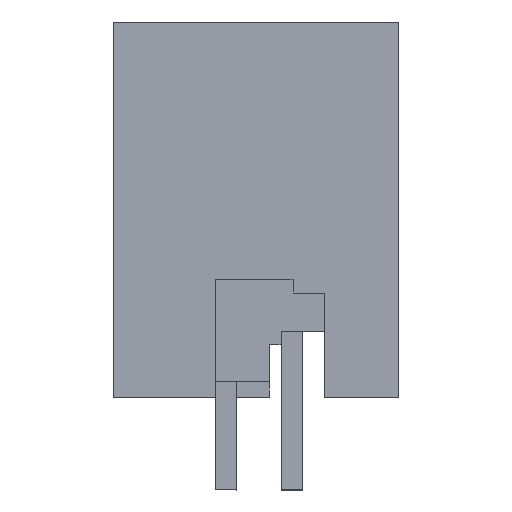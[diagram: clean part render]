
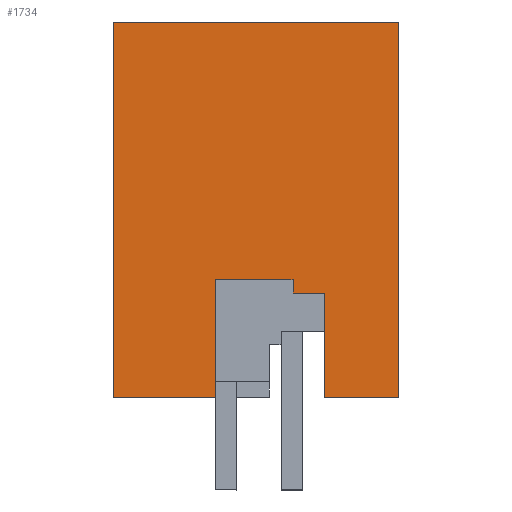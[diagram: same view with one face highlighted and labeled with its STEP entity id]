
A CAD part, left-side view. The second image highlights one B-rep face of the part: STEP entity #1734.
In plain terms, the highlighted planar face has unit normal (-1, 0, 0).
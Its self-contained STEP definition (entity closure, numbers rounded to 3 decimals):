
#1680=AXIS2_PLACEMENT_3D('Plane Axis2P3D',#1677,#1678,#1679) ;
#183=CARTESIAN_POINT('Vertex',(0.,10.8,17.7)) ;
#186=CARTESIAN_POINT('Line Origine',(0.,5.4,17.7)) ;
#190=CARTESIAN_POINT('Vertex',(0.,0.,17.7)) ;
#775=CARTESIAN_POINT('Vertex',(0.,0.,3.5)) ;
#778=CARTESIAN_POINT('Line Origine',(0.,0.,10.6)) ;
#795=CARTESIAN_POINT('Line Origine',(0.,1.4,3.5)) ;
#799=CARTESIAN_POINT('Vertex',(0.,2.8,3.5)) ;
#1106=CARTESIAN_POINT('Vertex',(0.,10.8,3.5)) ;
#1109=CARTESIAN_POINT('Line Origine',(0.,10.8,10.6)) ;
#1677=CARTESIAN_POINT('Axis2P3D Location',(0.,10.8,12.7)) ;
#1682=CARTESIAN_POINT('Line Origine',(0.,8.875,3.5)) ;
#1686=CARTESIAN_POINT('Vertex',(0.,6.95,3.5)) ;
#1689=CARTESIAN_POINT('Line Origine',(0.,6.95,5.725)) ;
#1693=CARTESIAN_POINT('Vertex',(0.,6.95,7.95)) ;
#1696=CARTESIAN_POINT('Line Origine',(0.,5.475,7.95)) ;
#1700=CARTESIAN_POINT('Vertex',(0.,4.,7.95)) ;
#1703=CARTESIAN_POINT('Line Origine',(0.,4.,7.7)) ;
#1707=CARTESIAN_POINT('Vertex',(0.,4.,7.45)) ;
#1710=CARTESIAN_POINT('Line Origine',(0.,3.4,7.45)) ;
#1714=CARTESIAN_POINT('Vertex',(0.,2.8,7.45)) ;
#1717=CARTESIAN_POINT('Line Origine',(0.,2.8,5.475)) ;
#187=DIRECTION('Vector Direction',(0.,-1.,0.)) ;
#779=DIRECTION('Vector Direction',(0.,0.,1.)) ;
#796=DIRECTION('Vector Direction',(0.,-1.,0.)) ;
#1110=DIRECTION('Vector Direction',(0.,0.,1.)) ;
#1678=DIRECTION('Axis2P3D Direction',(1.,0.,0.)) ;
#1679=DIRECTION('Axis2P3D XDirection',(0.,1.,0.)) ;
#1683=DIRECTION('Vector Direction',(0.,-1.,0.)) ;
#1690=DIRECTION('Vector Direction',(0.,0.,-1.)) ;
#1697=DIRECTION('Vector Direction',(0.,-1.,0.)) ;
#1704=DIRECTION('Vector Direction',(0.,0.,-1.)) ;
#1711=DIRECTION('Vector Direction',(0.,-1.,0.)) ;
#1718=DIRECTION('Vector Direction',(0.,0.,-1.)) ;
#188=VECTOR('Line Direction',#187,1.) ;
#780=VECTOR('Line Direction',#779,1.) ;
#797=VECTOR('Line Direction',#796,1.) ;
#1111=VECTOR('Line Direction',#1110,1.) ;
#1684=VECTOR('Line Direction',#1683,1.) ;
#1691=VECTOR('Line Direction',#1690,1.) ;
#1698=VECTOR('Line Direction',#1697,1.) ;
#1705=VECTOR('Line Direction',#1704,1.) ;
#1712=VECTOR('Line Direction',#1711,1.) ;
#1719=VECTOR('Line Direction',#1718,1.) ;
#1723=ORIENTED_EDGE('',*,*,#801,.T.) ;
#1724=ORIENTED_EDGE('',*,*,#782,.T.) ;
#1725=ORIENTED_EDGE('',*,*,#192,.F.) ;
#1726=ORIENTED_EDGE('',*,*,#1113,.F.) ;
#1727=ORIENTED_EDGE('',*,*,#1688,.T.) ;
#1728=ORIENTED_EDGE('',*,*,#1695,.F.) ;
#1729=ORIENTED_EDGE('',*,*,#1702,.T.) ;
#1730=ORIENTED_EDGE('',*,*,#1709,.T.) ;
#1731=ORIENTED_EDGE('',*,*,#1716,.T.) ;
#1732=ORIENTED_EDGE('',*,*,#1721,.T.) ;
#1734=ADVANCED_FACE('HOUSING',(#1733),#1681,.F.) ;
#192=EDGE_CURVE('',#184,#191,#189,.T.) ;
#782=EDGE_CURVE('',#776,#191,#781,.T.) ;
#801=EDGE_CURVE('',#800,#776,#798,.T.) ;
#1113=EDGE_CURVE('',#1107,#184,#1112,.T.) ;
#1688=EDGE_CURVE('',#1107,#1687,#1685,.T.) ;
#1695=EDGE_CURVE('',#1694,#1687,#1692,.T.) ;
#1702=EDGE_CURVE('',#1694,#1701,#1699,.T.) ;
#1709=EDGE_CURVE('',#1701,#1708,#1706,.T.) ;
#1716=EDGE_CURVE('',#1708,#1715,#1713,.T.) ;
#1721=EDGE_CURVE('',#1715,#800,#1720,.T.) ;
#1722=EDGE_LOOP('',(#1723,#1724,#1725,#1726,#1727,#1728,#1729,#1730,#1731,#1732)) ;
#1733=FACE_OUTER_BOUND('',#1722,.T.) ;
#189=LINE('Line',#186,#188) ;
#781=LINE('Line',#778,#780) ;
#798=LINE('Line',#795,#797) ;
#1112=LINE('Line',#1109,#1111) ;
#1685=LINE('Line',#1682,#1684) ;
#1692=LINE('Line',#1689,#1691) ;
#1699=LINE('Line',#1696,#1698) ;
#1706=LINE('Line',#1703,#1705) ;
#1713=LINE('Line',#1710,#1712) ;
#1720=LINE('Line',#1717,#1719) ;
#1681=PLANE('',#1680) ;
#184=VERTEX_POINT('',#183) ;
#191=VERTEX_POINT('',#190) ;
#776=VERTEX_POINT('',#775) ;
#800=VERTEX_POINT('',#799) ;
#1107=VERTEX_POINT('',#1106) ;
#1687=VERTEX_POINT('',#1686) ;
#1694=VERTEX_POINT('',#1693) ;
#1701=VERTEX_POINT('',#1700) ;
#1708=VERTEX_POINT('',#1707) ;
#1715=VERTEX_POINT('',#1714) ;
